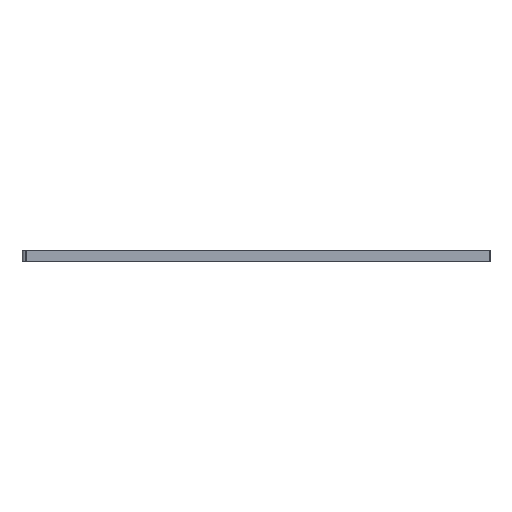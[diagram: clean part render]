
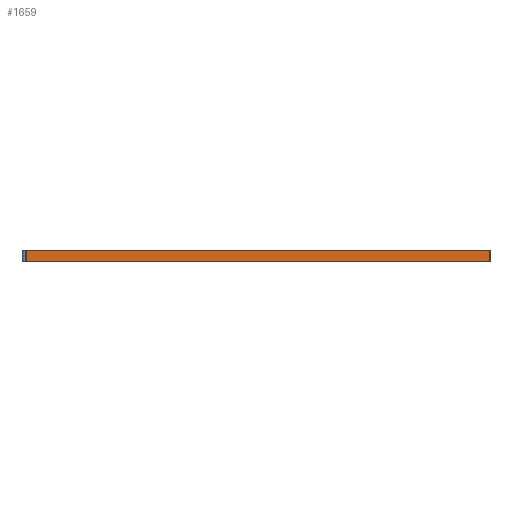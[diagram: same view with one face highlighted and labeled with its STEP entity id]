
A CAD part, left-side view. The second image highlights one B-rep face of the part: STEP entity #1659.
In plain terms, the highlighted planar face has unit normal (-1, 0, 0).
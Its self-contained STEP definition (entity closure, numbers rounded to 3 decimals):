
#163 = VERTEX_POINT('',#164);
#164 = CARTESIAN_POINT('',(96.684,-75.099,0.));
#170 = EDGE_CURVE('',#171,#163,#173,.T.);
#171 = VERTEX_POINT('',#172);
#172 = CARTESIAN_POINT('',(96.684,-138.499,0.));
#173 = LINE('',#174,#175);
#174 = CARTESIAN_POINT('',(96.684,-138.499,0.));
#175 = VECTOR('',#176,1.);
#176 = DIRECTION('',(0.,1.,0.));
#872 = VERTEX_POINT('',#873);
#873 = CARTESIAN_POINT('',(96.684,-75.099,1.6));
#879 = EDGE_CURVE('',#880,#872,#882,.T.);
#880 = VERTEX_POINT('',#881);
#881 = CARTESIAN_POINT('',(96.684,-138.499,1.6));
#882 = LINE('',#883,#884);
#883 = CARTESIAN_POINT('',(96.684,-138.499,1.6));
#884 = VECTOR('',#885,1.);
#885 = DIRECTION('',(0.,1.,0.));
#1629 = EDGE_CURVE('',#163,#872,#1630,.T.);
#1630 = LINE('',#1631,#1632);
#1631 = CARTESIAN_POINT('',(96.684,-75.099,0.));
#1632 = VECTOR('',#1633,1.);
#1633 = DIRECTION('',(0.,0.,1.));
#1659 = ADVANCED_FACE('',(#1660),#1671,.T.);
#1660 = FACE_BOUND('',#1661,.T.);
#1661 = EDGE_LOOP('',(#1662,#1668,#1669,#1670));
#1662 = ORIENTED_EDGE('',*,*,#1663,.T.);
#1663 = EDGE_CURVE('',#171,#880,#1664,.T.);
#1664 = LINE('',#1665,#1666);
#1665 = CARTESIAN_POINT('',(96.684,-138.499,0.));
#1666 = VECTOR('',#1667,1.);
#1667 = DIRECTION('',(0.,0.,1.));
#1668 = ORIENTED_EDGE('',*,*,#879,.T.);
#1669 = ORIENTED_EDGE('',*,*,#1629,.F.);
#1670 = ORIENTED_EDGE('',*,*,#170,.F.);
#1671 = PLANE('',#1672);
#1672 = AXIS2_PLACEMENT_3D('',#1673,#1674,#1675);
#1673 = CARTESIAN_POINT('',(96.684,-138.499,0.));
#1674 = DIRECTION('',(-1.,0.,0.));
#1675 = DIRECTION('',(0.,1.,0.));
